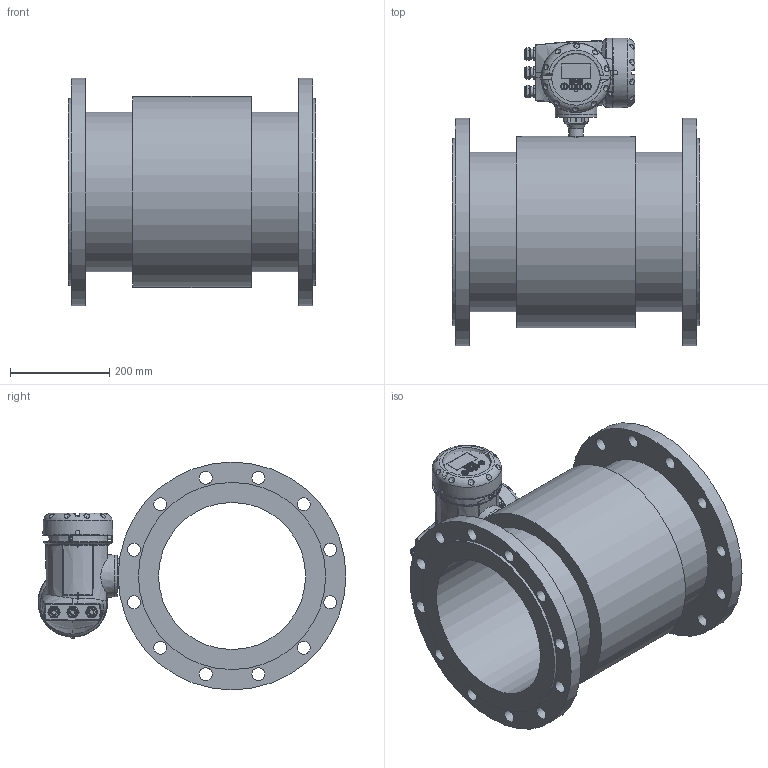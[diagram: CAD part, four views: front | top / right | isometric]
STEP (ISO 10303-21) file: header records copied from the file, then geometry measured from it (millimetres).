
FILE_DESCRIPTION (( 'STEP AP203' ), '1' );
FILE_NAME ('KROHNE_OPTIFLUX_2-4300C_DIN2633_DN300_PN16.STEP', '2011-05-04T11:20:45', ( '' ), ( '' ), 'SwSTEP 2.0', 'SolidWorks 2010', '' );
FILE_SCHEMA (( 'CONFIG_CONTROL_DESIGN' ));
Length unit declared in the file: millimetre
Products named in the file (1): KROHNE_OPTIFLUX_2-4300C_DIN2633_DN300_PN16
Bounding box: 500 x 621.8 x 460 mm (x, y, z)
Surface area: 1944926.7 mm2 (no closed solid volume)
Topology: 0 solids, 20 shells, 672 faces, 1704 edges, 1107 vertices
Faces by surface type: plane 312, bspline 147, cylinder 145, cone 53, sphere 8, torus 7
Full cylindrical faces by diameter (mm): 2 x2, 3.2 x2, 5.5 x1, 6.6 x8, 7.2 x2, 9 x3, 10 x4, 14 x7, 18.4 x3, 20 x3, 22 x6, 26 x24, 29 x1, 84 x2, 125 x2, 127.4 x2, 130 x2, 297 x1, 322 x2, 378 x2, 386 x1, 460 x2
Entity records: 38937 total; most frequent: CARTESIAN_POINT 24667, ORIENTED_EDGE 2913, DIRECTION 2591, EDGE_CURVE 1480, VERTEX_POINT 1021, AXIS2_PLACEMENT_3D 991, EDGE_LOOP 930, FACE_OUTER_BOUND 763
